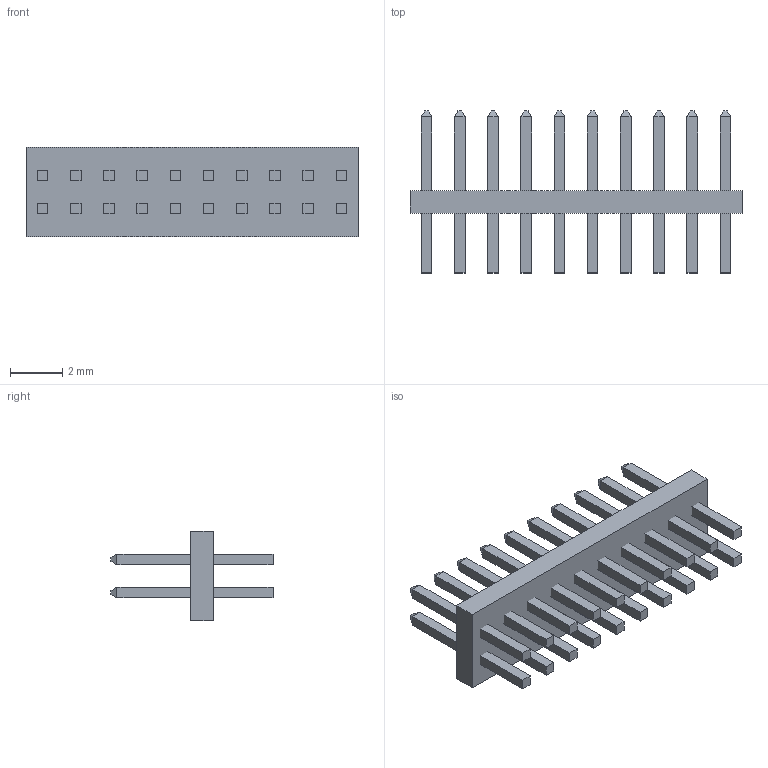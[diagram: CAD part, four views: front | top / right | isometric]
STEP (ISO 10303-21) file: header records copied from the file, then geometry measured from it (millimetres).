
FILE_DESCRIPTION( ( 'STEP AP214' ), '1' );
FILE_NAME( 'FTS-110-01-L-D.stp', '2019-06-12T09:18:03', ( '' ), ( '' ), ' ', 'PARTsolutions', ' ' );
FILE_SCHEMA( ( 'AUTOMOTIVE_DESIGN { 1 0 10303 214 1 1 1 1 }' ) );
Length unit declared in the file: inch
Products named in the file (4): FTS-110-01-L-D; _FTS-110-01-L-D_body; _FTS-110-01-L-D_pins1; _FTS-110-01-L-D_pins2
Assembly tree (3 placements, depth 2):
  FTS-110-01-L-D
    _FTS-110-01-L-D_body
    _FTS-110-01-L-D_pins1
    _FTS-110-01-L-D_pins2
Bounding box: 12.7 x 6.2 x 3.43 mm (x, y, z)
Volume: 64.8 mm3; surface area: 395 mm2
Topology: 3 solids, 3 shells, 250 faces, 652 edges, 408 vertices
Faces by surface type: plane 250
Entity records: 9466 total; most frequent: CARTESIAN_POINT 1314, ORIENTED_EDGE 1304, DIRECTION 1160, EDGE_CURVE 652, LINE 652, VECTOR 652, VERTEX_POINT 408, AXIS2_PLACEMENT_3D 254
